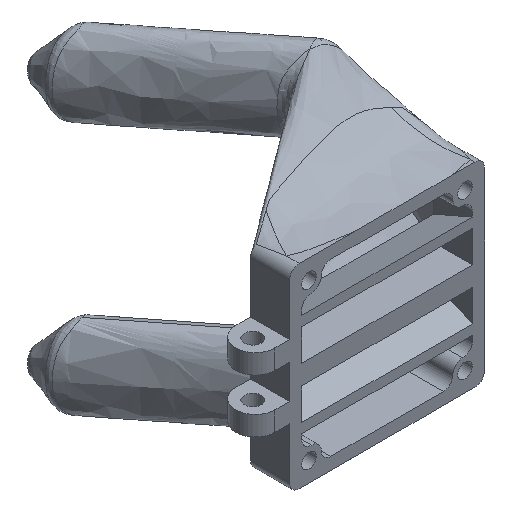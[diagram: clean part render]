
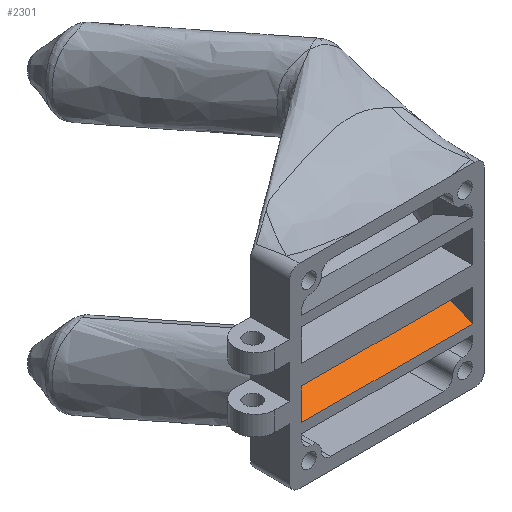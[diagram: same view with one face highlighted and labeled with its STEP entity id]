
A CAD part, isometric view. The second image highlights one B-rep face of the part: STEP entity #2301.
In plain terms, the highlighted planar face has unit normal (0, -0.401, 0.916).
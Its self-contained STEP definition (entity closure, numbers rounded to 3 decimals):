
#72=PLANE('',#2438);
#249=FACE_OUTER_BOUND('',#369,.T.);
#369=EDGE_LOOP('',(#1847,#1848,#1849,#1850));
#696=LINE('',#8204,#810);
#697=LINE('',#8206,#811);
#698=LINE('',#8208,#812);
#699=LINE('',#8209,#813);
#810=VECTOR('',#2696,10.);
#811=VECTOR('',#2697,10.);
#812=VECTOR('',#2698,10.);
#813=VECTOR('',#2699,10.);
#1048=VERTEX_POINT('',#8202);
#1049=VERTEX_POINT('',#8203);
#1050=VERTEX_POINT('',#8205);
#1051=VERTEX_POINT('',#8207);
#1350=EDGE_CURVE('',#1048,#1049,#696,.T.);
#1351=EDGE_CURVE('',#1050,#1048,#697,.T.);
#1352=EDGE_CURVE('',#1051,#1050,#698,.T.);
#1353=EDGE_CURVE('',#1051,#1049,#699,.T.);
#1847=ORIENTED_EDGE('',*,*,#1350,.F.);
#1848=ORIENTED_EDGE('',*,*,#1351,.F.);
#1849=ORIENTED_EDGE('',*,*,#1352,.F.);
#1850=ORIENTED_EDGE('',*,*,#1353,.T.);
#2301=ADVANCED_FACE('',(#249),#72,.T.);
#2438=AXIS2_PLACEMENT_3D('',#8201,#2694,#2695);
#2694=DIRECTION('center_axis',(0.,-0.401,
0.916));
#2695=DIRECTION('ref_axis',(0.,0.916,0.401));
#2696=DIRECTION('',(0.,0.916,0.401));
#2697=DIRECTION('',(-1.,0.,0.));
#2698=DIRECTION('',(0.,-0.916,-0.401));
#2699=DIRECTION('',(-1.,0.,0.));
#8201=CARTESIAN_POINT('Origin',(17.5,0.,-8.5));
#8202=CARTESIAN_POINT('',(-17.5,0.,-8.5));
#8203=CARTESIAN_POINT('',(-17.5,8.,-5.));
#8204=CARTESIAN_POINT('',(-17.5,-0.918,-8.902));
#8205=CARTESIAN_POINT('',(17.5,0.,-8.5));
#8206=CARTESIAN_POINT('',(17.5,0.,-8.5));
#8207=CARTESIAN_POINT('',(17.5,8.,-5.));
#8208=CARTESIAN_POINT('',(17.5,1.193,-7.978));
#8209=CARTESIAN_POINT('',(17.5,8.,-5.));
